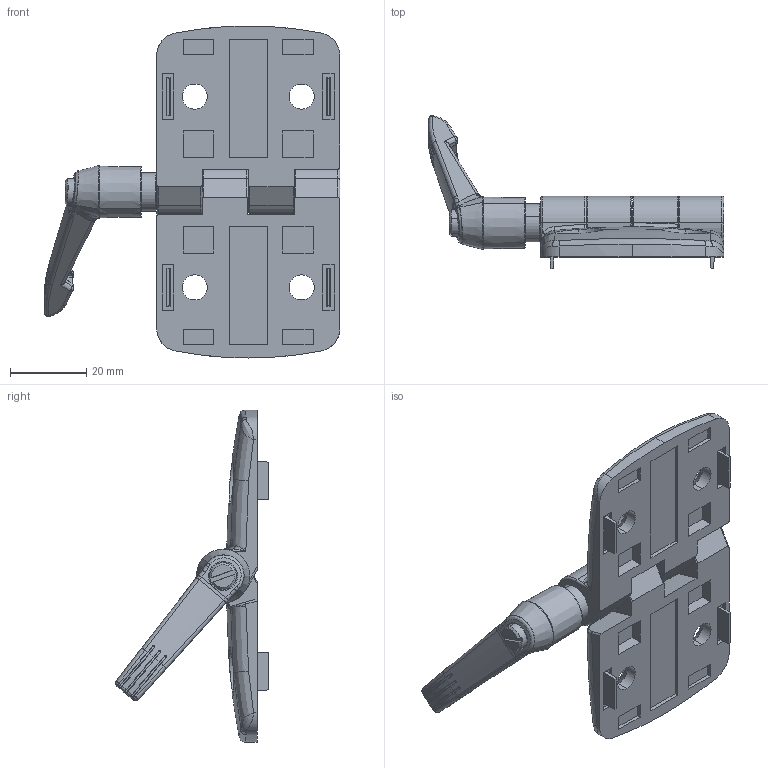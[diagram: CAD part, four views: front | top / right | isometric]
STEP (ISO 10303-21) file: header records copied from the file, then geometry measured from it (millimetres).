
FILE_DESCRIPTION(('STEP AP214'),'1');
FILE_NAME('fath_095kf4545f10.stp','2017-10-09T08:37:46',('TraceParts'),('TraceParts S.A.'),'Spatial InterOp 3D',' ',' ');
FILE_SCHEMA(('automotive_design'));
Length unit declared in the file: millimetre
Products named in the file (5): fath_095kf4545f10_1; fath_095kf4545f10_2; fath_095kf4545f10_3; fath_095kf4545f10_4; fath_095kf4545f10_5
Bounding box: 77.49 x 40.1 x 87 mm (x, y, z)
Volume: 30769.9 mm3; surface area: 18371.1 mm2
Topology: 5 solids, 5 shells, 505 faces, 1220 edges, 733 vertices
Faces by surface type: plane 152, bspline 140, cylinder 97, torus 60, cone 38, sphere 18
Entity records: 23160 total; most frequent: CARTESIAN_POINT 8353, ORIENTED_EDGE 2412, DIRECTION 1956, EDGE_CURVE 1206, AXIS2_PLACEMENT_3D 767, VERTEX_POINT 733, EDGE_LOOP 545, STYLED_ITEM 510
